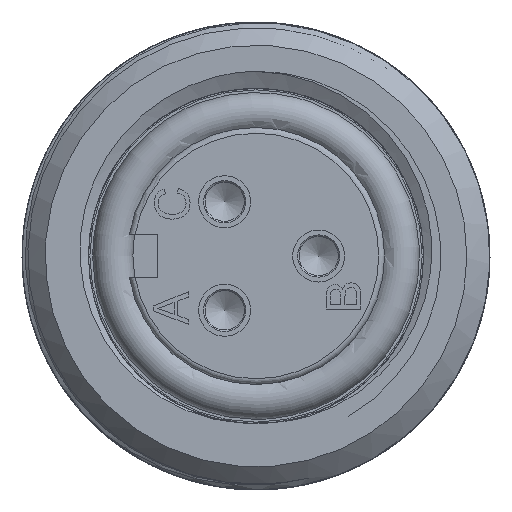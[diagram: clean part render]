
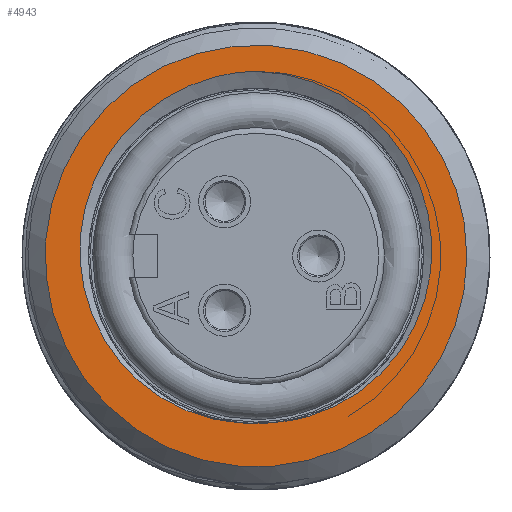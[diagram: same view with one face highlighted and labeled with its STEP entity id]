
A CAD part, left-side view. The second image highlights one B-rep face of the part: STEP entity #4943.
In plain terms, the highlighted planar face has unit normal (-1, 0, 0).
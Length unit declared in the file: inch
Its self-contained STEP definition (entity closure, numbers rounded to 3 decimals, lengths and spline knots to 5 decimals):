
#86=B_SPLINE_CURVE_WITH_KNOTS('',3,(#11718,#11719,#11720,#11721,#11722,
#11723,#11724,#11725,#11726,#11727,#11728,#11729,#11730,#11731,#11732,#11733,
#11734,#11735,#11736,#11737,#11738,#11739),.UNSPECIFIED.,.F.,.F.,(4,3,3,
3,3,3,3,4),(0.,0.4041,0.80228,1.19428,1.57994,
1.95965,2.33309,2.37152),.UNSPECIFIED.);
#91=B_SPLINE_CURVE_WITH_KNOTS('',3,(#12299,#12300,#12301,#12302,#12303,
#12304,#12305,#12306,#12307,#12308,#12309,#12310,#12311,#12312,#12313,#12314,
#12315,#12316,#12317,#12318,#12319,#12320),.UNSPECIFIED.,.F.,.F.,(4,3,3,
3,3,3,3,4),(0.,0.37252,0.75136,1.13627,1.52707,
1.92417,2.32728,2.36656),.UNSPECIFIED.);
#694=FACE_BOUND('',#1349,.T.);
#902=FACE_OUTER_BOUND('',#1348,.T.);
#1348=EDGE_LOOP('',(#3484));
#1349=EDGE_LOOP('',(#3485,#3486,#3487));
#1753=CIRCLE('',#5369,0.365);
#1755=CIRCLE('',#5373,0.29);
#2225=VERTEX_POINT('',#11367);
#2229=VERTEX_POINT('',#11716);
#2230=VERTEX_POINT('',#11717);
#2233=VERTEX_POINT('',#12298);
#2646=EDGE_CURVE('',#2225,#2225,#1753,.T.);
#2650=EDGE_CURVE('',#2229,#2230,#86,.T.);
#2655=EDGE_CURVE('',#2233,#2229,#91,.T.);
#2660=EDGE_CURVE('',#2230,#2233,#1755,.T.);
#3484=ORIENTED_EDGE('',*,*,#2646,.F.);
#3485=ORIENTED_EDGE('',*,*,#2650,.T.);
#3486=ORIENTED_EDGE('',*,*,#2660,.T.);
#3487=ORIENTED_EDGE('',*,*,#2655,.T.);
#4381=PLANE('',#5382);
#4943=ADVANCED_FACE('',(#902,#694),#4381,.F.);
#5369=AXIS2_PLACEMENT_3D('',#11368,#6367,#6368);
#5373=AXIS2_PLACEMENT_3D('',#12598,#6378,#6379);
#5382=AXIS2_PLACEMENT_3D('',#12610,#6396,#6397);
#6367=DIRECTION('center_axis',(1.,0.,0.));
#6368=DIRECTION('ref_axis',(0.,-0.082,0.997));
#6378=DIRECTION('center_axis',(1.,0.,0.));
#6379=DIRECTION('ref_axis',(0.,0.082,-0.997));
#6396=DIRECTION('center_axis',(1.,0.,0.));
#6397=DIRECTION('ref_axis',(0.,-0.082,0.997));
#11367=CARTESIAN_POINT('',(0.168,-0.14043,-0.36376));
#11368=CARTESIAN_POINT('Origin',(0.168,-0.1705,0.));
#11716=CARTESIAN_POINT('',(0.168,-0.16669,0.31998));
#11717=CARTESIAN_POINT('',(0.168,-0.20128,-0.28836));
#11718=CARTESIAN_POINT('Ctrl Pts',(0.168,-0.16669,
0.31998));
#11719=CARTESIAN_POINT('Ctrl Pts',(0.168,-0.21971,
0.31898));
#11720=CARTESIAN_POINT('Ctrl Pts',(0.168,-0.27219,
0.30459));
#11721=CARTESIAN_POINT('Ctrl Pts',(0.168,-0.31804,
0.27844));
#11722=CARTESIAN_POINT('Ctrl Pts',(0.168,-0.36322,
0.25266));
#11723=CARTESIAN_POINT('Ctrl Pts',(0.168,-0.40196,
0.21534));
#11724=CARTESIAN_POINT('Ctrl Pts',(0.168,-0.42924,
0.17111));
#11725=CARTESIAN_POINT('Ctrl Pts',(0.168,-0.45609,
0.12756));
#11726=CARTESIAN_POINT('Ctrl Pts',(0.168,-0.47197,
0.07713));
#11727=CARTESIAN_POINT('Ctrl Pts',(0.168,-0.47468,
0.02595));
#11728=CARTESIAN_POINT('Ctrl Pts',(0.168,-0.47734,
-0.02441));
#11729=CARTESIAN_POINT('Ctrl Pts',(0.168,-0.46727,
-0.0754));
#11730=CARTESIAN_POINT('Ctrl Pts',(0.168,-0.44548,
-0.12086));
#11731=CARTESIAN_POINT('Ctrl Pts',(0.168,-0.42403,
-0.16563));
#11732=CARTESIAN_POINT('Ctrl Pts',(0.168,-0.39125,
-0.20491));
#11733=CARTESIAN_POINT('Ctrl Pts',(0.168,-0.35105,
-0.23386));
#11734=CARTESIAN_POINT('Ctrl Pts',(0.168,-0.31152,
-0.26233));
#11735=CARTESIAN_POINT('Ctrl Pts',(0.168,-0.26471,
-0.28085));
#11736=CARTESIAN_POINT('Ctrl Pts',(0.168,-0.21629,
-0.28691));
#11737=CARTESIAN_POINT('Ctrl Pts',(0.168,-0.21131,
-0.28753));
#11738=CARTESIAN_POINT('Ctrl Pts',(0.168,-0.2063,
-0.28802));
#11739=CARTESIAN_POINT('Ctrl Pts',(0.168,-0.20128,
-0.28838));
#12298=CARTESIAN_POINT('',(0.168,-0.14661,-0.28901));
#12299=CARTESIAN_POINT('Ctrl Pts',(0.168,-0.14661,
-0.28901));
#12300=CARTESIAN_POINT('Ctrl Pts',(0.168,-0.09778,
-0.28664));
#12301=CARTESIAN_POINT('Ctrl Pts',(0.168,-0.04985,
-0.27175));
#12302=CARTESIAN_POINT('Ctrl Pts',(0.168,-0.0083,
-0.24634));
#12303=CARTESIAN_POINT('Ctrl Pts',(0.168,0.03395,
-0.22051));
#12304=CARTESIAN_POINT('Ctrl Pts',(0.168,0.0696,
-0.18371));
#12305=CARTESIAN_POINT('Ctrl Pts',(0.168,0.09427,
-0.14078));
#12306=CARTESIAN_POINT('Ctrl Pts',(0.168,0.11933,
-0.09717));
#12307=CARTESIAN_POINT('Ctrl Pts',(0.168,0.1332,
-0.04704));
#12308=CARTESIAN_POINT('Ctrl Pts',(0.168,0.13427,
0.00338));
#12309=CARTESIAN_POINT('Ctrl Pts',(0.168,0.13535,
0.05457));
#12310=CARTESIAN_POINT('Ctrl Pts',(0.168,0.12328,
0.10597));
#12311=CARTESIAN_POINT('Ctrl Pts',(0.168,0.09966,
0.15143));
#12312=CARTESIAN_POINT('Ctrl Pts',(0.168,0.07567,
0.19763));
#12313=CARTESIAN_POINT('Ctrl Pts',(0.168,0.03981,
0.23757));
#12314=CARTESIAN_POINT('Ctrl Pts',(0.168,-0.00334,
0.26655));
#12315=CARTESIAN_POINT('Ctrl Pts',(0.168,-0.04715,
0.29597));
#12316=CARTESIAN_POINT('Ctrl Pts',(0.168,-0.09857,
0.31416));
#12317=CARTESIAN_POINT('Ctrl Pts',(0.168,-0.15124,
0.31897));
#12318=CARTESIAN_POINT('Ctrl Pts',(0.168,-0.15637,
0.31944));
#12319=CARTESIAN_POINT('Ctrl Pts',(0.168,-0.16152,
0.31978));
#12320=CARTESIAN_POINT('Ctrl Pts',(0.168,-0.16668,
0.32));
#12598=CARTESIAN_POINT('Origin',(0.168,-0.1705,0.));
#12610=CARTESIAN_POINT('Origin',(0.168,-0.1705,0.));
